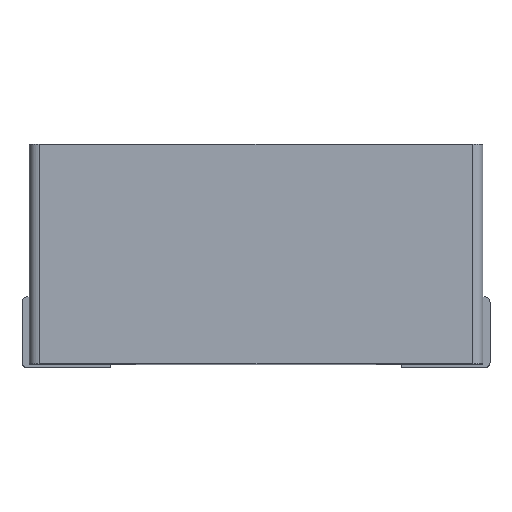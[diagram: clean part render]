
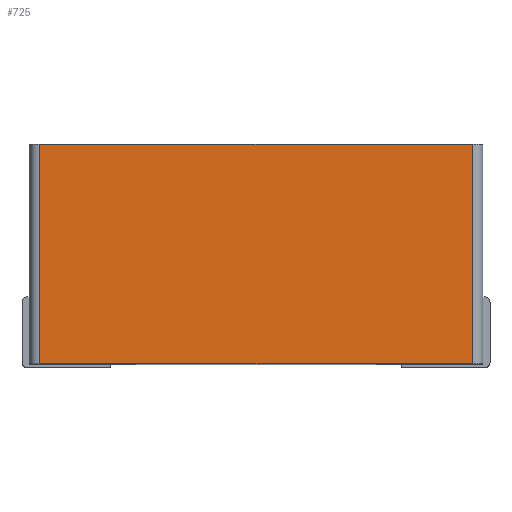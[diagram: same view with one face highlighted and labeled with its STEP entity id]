
A CAD part, top view. The second image highlights one B-rep face of the part: STEP entity #725.
In plain terms, the highlighted planar face has unit normal (0, 0, 1).
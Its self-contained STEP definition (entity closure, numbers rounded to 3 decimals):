
#24 = VECTOR ( 'NONE', #692, 1000. ) ;
#52 = AXIS2_PLACEMENT_3D ( 'NONE', #1938, #278, #1776 ) ;
#140 = ORIENTED_EDGE ( 'NONE', *, *, #141, .T. ) ;
#141 = EDGE_CURVE ( 'NONE', #446, #783, #1406, .T. ) ;
#181 = FACE_OUTER_BOUND ( 'NONE', #1931, .T. ) ;
#217 = DIRECTION ( 'NONE',  ( 0., -1., 0. ) ) ;
#278 = DIRECTION ( 'NONE',  ( 0., 0., 1. ) ) ;
#306 = DIRECTION ( 'NONE',  ( -1., 0., 0. ) ) ;
#362 = ORIENTED_EDGE ( 'NONE', *, *, #1900, .T. ) ;
#414 = CARTESIAN_POINT ( 'NONE',  ( 0., 0.1, 6.25 ) ) ;
#423 = VECTOR ( 'NONE', #217, 1000. ) ;
#446 = VERTEX_POINT ( 'NONE', #1664 ) ;
#489 = LINE ( 'NONE', #1052, #24 ) ;
#648 = EDGE_CURVE ( 'NONE', #446, #1556, #1893, .T. ) ;
#660 = PLANE ( 'NONE',  #52 ) ;
#692 = DIRECTION ( 'NONE',  ( 1., 0., 0. ) ) ;
#725 = ADVANCED_FACE ( 'NONE', ( #181 ), #660, .T. ) ;
#783 = VERTEX_POINT ( 'NONE', #1256 ) ;
#882 = DIRECTION ( 'NONE',  ( 0., 1., 0. ) ) ;
#951 = CARTESIAN_POINT ( 'NONE',  ( -6.1, 0.1, 6.25 ) ) ;
#1022 = VECTOR ( 'NONE', #882, 1000. ) ;
#1052 = CARTESIAN_POINT ( 'NONE',  ( 6.4, 6.3, 6.25 ) ) ;
#1069 = CARTESIAN_POINT ( 'NONE',  ( 6.1, -17.691, 6.25 ) ) ;
#1083 = VERTEX_POINT ( 'NONE', #1267 ) ;
#1256 = CARTESIAN_POINT ( 'NONE',  ( 6.1, 6.3, 6.25 ) ) ;
#1265 = LINE ( 'NONE', #2101, #423 ) ;
#1267 = CARTESIAN_POINT ( 'NONE',  ( -6.1, 6.3, 6.25 ) ) ;
#1406 = LINE ( 'NONE', #1069, #1022 ) ;
#1556 = VERTEX_POINT ( 'NONE', #951 ) ;
#1664 = CARTESIAN_POINT ( 'NONE',  ( 6.1, 0.1, 6.25 ) ) ;
#1702 = ORIENTED_EDGE ( 'NONE', *, *, #2103, .F. ) ;
#1776 = DIRECTION ( 'NONE',  ( 1., 0., 0. ) ) ;
#1893 = LINE ( 'NONE', #414, #2215 ) ;
#1900 = EDGE_CURVE ( 'NONE', #1083, #1556, #1265, .T. ) ;
#1931 = EDGE_LOOP ( 'NONE', ( #2283, #140, #1702, #362 ) ) ;
#1938 = CARTESIAN_POINT ( 'NONE',  ( 6.4, -17.691, 6.25 ) ) ;
#2101 = CARTESIAN_POINT ( 'NONE',  ( -6.1, -17.691, 6.25 ) ) ;
#2103 = EDGE_CURVE ( 'NONE', #1083, #783, #489, .T. ) ;
#2215 = VECTOR ( 'NONE', #306, 1000. ) ;
#2283 = ORIENTED_EDGE ( 'NONE', *, *, #648, .F. ) ;
